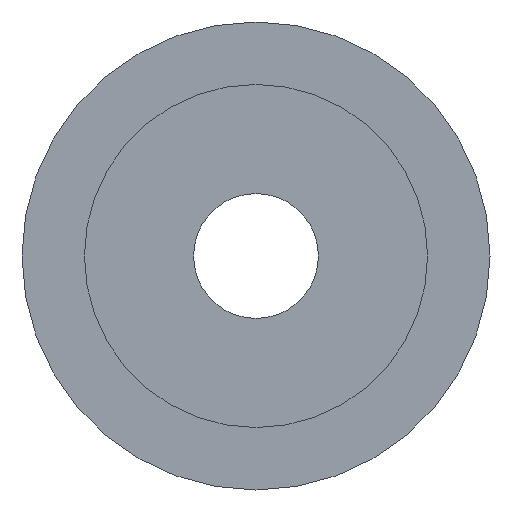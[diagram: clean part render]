
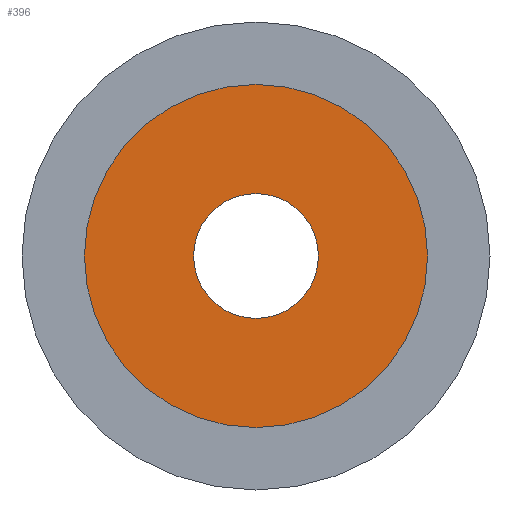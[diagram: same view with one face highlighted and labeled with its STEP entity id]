
A CAD part, left-side view. The second image highlights one B-rep face of the part: STEP entity #396.
In plain terms, the highlighted planar face has unit normal (-1, 0, 0).
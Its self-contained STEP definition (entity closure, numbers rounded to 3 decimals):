
#123=CARTESIAN_POINT('',(-3.,0.,0.));
#124=DIRECTION('',(-1.,0.,0.));
#125=DIRECTION('',(0.,1.,0.));
#126=AXIS2_PLACEMENT_3D('',#123,#124,#125);
#128=CARTESIAN_POINT('',(-3.,0.,0.));
#129=DIRECTION('',(-1.,0.,0.));
#130=DIRECTION('',(0.,-1.,0.));
#131=AXIS2_PLACEMENT_3D('',#128,#129,#130);
#133=CARTESIAN_POINT('',(-3.,0.,0.));
#134=DIRECTION('',(1.,0.,0.));
#135=DIRECTION('',(0.,1.,0.));
#136=AXIS2_PLACEMENT_3D('',#133,#134,#135);
#138=CARTESIAN_POINT('',(-3.,0.,0.));
#139=DIRECTION('',(1.,0.,0.));
#140=DIRECTION('',(0.,-1.,0.));
#141=AXIS2_PLACEMENT_3D('',#138,#139,#140);
#167=CARTESIAN_POINT('',(-3.,11.,0.));
#168=CARTESIAN_POINT('',(-3.,-11.,0.));
#169=VERTEX_POINT('',#167);
#170=VERTEX_POINT('',#168);
#171=CARTESIAN_POINT('',(-3.,4.,0.));
#172=CARTESIAN_POINT('',(-3.,-4.,0.));
#173=VERTEX_POINT('',#171);
#174=VERTEX_POINT('',#172);
#381=CARTESIAN_POINT('',(-3.,0.,0.));
#382=DIRECTION('',(-1.,0.,0.));
#383=DIRECTION('',(0.,1.,0.));
#384=AXIS2_PLACEMENT_3D('',#381,#382,#383);
#385=PLANE('',#384);
#387=ORIENTED_EDGE('',*,*,#386,.F.);
#389=ORIENTED_EDGE('',*,*,#388,.F.);
#390=EDGE_LOOP('',(#387,#389));
#391=FACE_OUTER_BOUND('',#390,.F.);
#392=ORIENTED_EDGE('',*,*,#374,.F.);
#393=ORIENTED_EDGE('',*,*,#360,.F.);
#394=EDGE_LOOP('',(#392,#393));
#395=FACE_BOUND('',#394,.F.);
#396=ADVANCED_FACE('',(#391,#395),#385,.T.);
#127=CIRCLE('',#126,11.);
#132=CIRCLE('',#131,11.);
#137=CIRCLE('',#136,4.);
#142=CIRCLE('',#141,4.);
#360=EDGE_CURVE('',#174,#173,#142,.T.);
#374=EDGE_CURVE('',#173,#174,#137,.T.);
#386=EDGE_CURVE('',#169,#170,#127,.T.);
#388=EDGE_CURVE('',#170,#169,#132,.T.);
